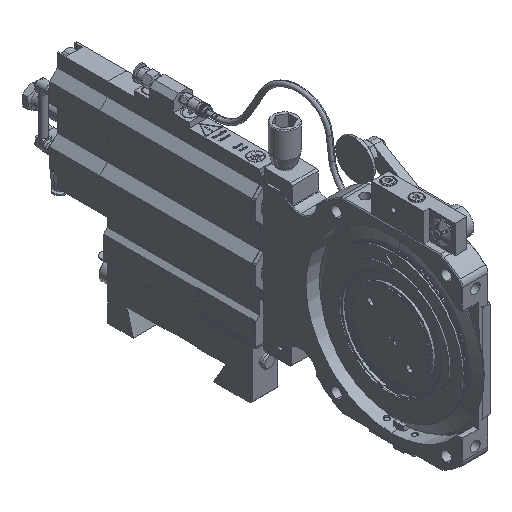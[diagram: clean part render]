
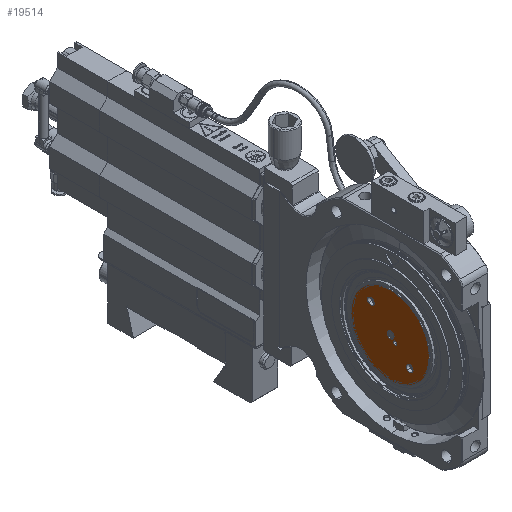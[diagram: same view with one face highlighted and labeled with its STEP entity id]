
A CAD part, isometric view. The second image highlights one B-rep face of the part: STEP entity #19514.
In plain terms, the highlighted planar face has unit normal (-1, 0, 0).
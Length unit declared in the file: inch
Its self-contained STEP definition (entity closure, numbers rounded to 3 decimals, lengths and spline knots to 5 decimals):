
#231 = DIRECTION ( 'NONE',  ( -1., 0., 0. ) ) ;
#690 = FACE_OUTER_BOUND ( 'NONE', #49132, .T. ) ;
#1026 = CARTESIAN_POINT ( 'NONE',  ( -0.3622, 0.52655, 0.48718 ) ) ;
#1329 = DIRECTION ( 'NONE',  ( -1., 0., 0. ) ) ;
#1338 = DIRECTION ( 'NONE',  ( -1., 0., 0. ) ) ;
#1543 = EDGE_LOOP ( 'NONE', ( #26515, #28354 ) ) ;
#1689 = CIRCLE ( 'NONE', #34563, 0.08268 ) ;
#1953 = CARTESIAN_POINT ( 'NONE',  ( -0.3622, 0.03937, 0. ) ) ;
#4798 = DIRECTION ( 'NONE',  ( 0., -0.707, 0.707 ) ) ;
#5066 = ORIENTED_EDGE ( 'NONE', *, *, #33212, .F. ) ;
#5098 = EDGE_CURVE ( 'NONE', #46765, #61261, #13089, .T. ) ;
#6660 = EDGE_LOOP ( 'NONE', ( #5066, #61469 ) ) ;
#6990 = DIRECTION ( 'NONE',  ( 1., 0., 0. ) ) ;
#7255 = ORIENTED_EDGE ( 'NONE', *, *, #39294, .F. ) ;
#7427 = ORIENTED_EDGE ( 'NONE', *, *, #17127, .F. ) ;
#7553 = EDGE_LOOP ( 'NONE', ( #55086, #50140 ) ) ;
#9218 = EDGE_LOOP ( 'NONE', ( #36061, #7427 ) ) ;
#9412 = AXIS2_PLACEMENT_3D ( 'NONE', #44309, #20192, #39471 ) ;
#10953 = PLANE ( 'NONE',  #60653 ) ;
#11522 = AXIS2_PLACEMENT_3D ( 'NONE', #50519, #1329, #31870 ) ;
#12139 = AXIS2_PLACEMENT_3D ( 'NONE', #39124, #231, #25333 ) ;
#13089 = CIRCLE ( 'NONE', #52182, 0.04134 ) ;
#14271 = CARTESIAN_POINT ( 'NONE',  ( -0.3622, -0.10818, -0.08908 ) ) ;
#14703 = VERTEX_POINT ( 'NONE', #33894 ) ;
#15784 = DIRECTION ( 'NONE',  ( -1., 0., 0. ) ) ;
#15913 = EDGE_CURVE ( 'NONE', #61572, #55800, #59766, .T. ) ;
#17127 = EDGE_CURVE ( 'NONE', #33105, #45867, #27747, .T. ) ;
#18287 = CARTESIAN_POINT ( 'NONE',  ( -0.3622, 0.03937, 0. ) ) ;
#18542 = CARTESIAN_POINT ( 'NONE',  ( -0.3622, 0.58501, 0.42872 ) ) ;
#19501 = CIRCLE ( 'NONE', #58549, 0.08268 ) ;
#19514 = ADVANCED_FACE ( 'NONE', ( #25466, #29974, #49572, #25163, #690 ), #10953, .F. ) ;
#20192 = DIRECTION ( 'NONE',  ( 1., 0., 0. ) ) ;
#20743 = CIRCLE ( 'NONE', #11522, 0.08268 ) ;
#21921 = DIRECTION ( 'NONE',  ( 0., -0.707, 0.707 ) ) ;
#22145 = ORIENTED_EDGE ( 'NONE', *, *, #15913, .F. ) ;
#22714 = CIRCLE ( 'NONE', #25775, 0.08268 ) ;
#25163 = FACE_BOUND ( 'NONE', #1543, .T. ) ;
#25333 = DIRECTION ( 'NONE',  ( 0., -0.707, 0.707 ) ) ;
#25466 = FACE_BOUND ( 'NONE', #7553, .T. ) ;
#25775 = AXIS2_PLACEMENT_3D ( 'NONE', #1953, #1338, #21921 ) ;
#26407 = DIRECTION ( 'NONE',  ( 0., 0.707, -0.707 ) ) ;
#26515 = ORIENTED_EDGE ( 'NONE', *, *, #58207, .F. ) ;
#27024 = VERTEX_POINT ( 'NONE', #43907 ) ;
#27747 = CIRCLE ( 'NONE', #29775, 0.08268 ) ;
#28354 = ORIENTED_EDGE ( 'NONE', *, *, #28664, .F. ) ;
#28664 = EDGE_CURVE ( 'NONE', #61400, #14703, #1689, .T. ) ;
#29775 = AXIS2_PLACEMENT_3D ( 'NONE', #46986, #43110, #47300 ) ;
#29974 = FACE_BOUND ( 'NONE', #9218, .T. ) ;
#31253 = VERTEX_POINT ( 'NONE', #62757 ) ;
#31870 = DIRECTION ( 'NONE',  ( 0., -0.707, 0.707 ) ) ;
#33105 = VERTEX_POINT ( 'NONE', #18542 ) ;
#33212 = EDGE_CURVE ( 'NONE', #61261, #46765, #39838, .T. ) ;
#33894 = CARTESIAN_POINT ( 'NONE',  ( -0.3622, -0.01909, 0.05846 ) ) ;
#34536 = DIRECTION ( 'NONE',  ( 0., -0.707, 0.707 ) ) ;
#34563 = AXIS2_PLACEMENT_3D ( 'NONE', #18287, #43366, #4798 ) ;
#36061 = ORIENTED_EDGE ( 'NONE', *, *, #56415, .F. ) ;
#36924 = CARTESIAN_POINT ( 'NONE',  ( -0.3622, 0.73534, -0.69597 ) ) ;
#38663 = CARTESIAN_POINT ( 'NONE',  ( -0.3622, -0.04971, -0.14755 ) ) ;
#39124 = CARTESIAN_POINT ( 'NONE',  ( -0.3622, -0.07895, -0.11832 ) ) ;
#39294 = EDGE_CURVE ( 'NONE', #55800, #61572, #56795, .T. ) ;
#39393 = AXIS2_PLACEMENT_3D ( 'NONE', #55900, #61393, #42355 ) ;
#39471 = DIRECTION ( 'NONE',  ( 0., 0.707, -0.707 ) ) ;
#39765 = DIRECTION ( 'NONE',  ( 0., -0.707, 0.707 ) ) ;
#39838 = CIRCLE ( 'NONE', #12139, 0.04134 ) ;
#42355 = DIRECTION ( 'NONE',  ( 0., -0.707, 0.707 ) ) ;
#42377 = AXIS2_PLACEMENT_3D ( 'NONE', #56896, #6990, #51430 ) ;
#43110 = DIRECTION ( 'NONE',  ( -1., 0., 0. ) ) ;
#43366 = DIRECTION ( 'NONE',  ( -1., 0., 0. ) ) ;
#43907 = CARTESIAN_POINT ( 'NONE',  ( -0.3622, -0.50627, -0.42872 ) ) ;
#44309 = CARTESIAN_POINT ( 'NONE',  ( -0.3622, 0.03937, 0. ) ) ;
#45027 = CARTESIAN_POINT ( 'NONE',  ( -0.3622, 0.46809, 0.54564 ) ) ;
#45659 = CARTESIAN_POINT ( 'NONE',  ( -0.3622, 0.09783, -0.05846 ) ) ;
#45867 = VERTEX_POINT ( 'NONE', #45027 ) ;
#46106 = DIRECTION ( 'NONE',  ( -1., 0., 0. ) ) ;
#46765 = VERTEX_POINT ( 'NONE', #38663 ) ;
#46986 = CARTESIAN_POINT ( 'NONE',  ( -0.3622, 0.52655, 0.48718 ) ) ;
#47300 = DIRECTION ( 'NONE',  ( 0., -0.707, 0.707 ) ) ;
#48622 = EDGE_CURVE ( 'NONE', #31253, #27024, #20743, .T. ) ;
#49132 = EDGE_LOOP ( 'NONE', ( #7255, #22145 ) ) ;
#49572 = FACE_BOUND ( 'NONE', #6660, .T. ) ;
#50140 = ORIENTED_EDGE ( 'NONE', *, *, #48622, .F. ) ;
#50519 = CARTESIAN_POINT ( 'NONE',  ( -0.3622, -0.44781, -0.48718 ) ) ;
#51430 = DIRECTION ( 'NONE',  ( 0., 0.707, -0.707 ) ) ;
#52182 = AXIS2_PLACEMENT_3D ( 'NONE', #60657, #46106, #39765 ) ;
#55086 = ORIENTED_EDGE ( 'NONE', *, *, #60614, .F. ) ;
#55659 = CARTESIAN_POINT ( 'NONE',  ( -0.3622, 0.03937, 0. ) ) ;
#55800 = VERTEX_POINT ( 'NONE', #36924 ) ;
#55900 = CARTESIAN_POINT ( 'NONE',  ( -0.3622, -0.44781, -0.48718 ) ) ;
#56415 = EDGE_CURVE ( 'NONE', #45867, #33105, #19501, .T. ) ;
#56795 = CIRCLE ( 'NONE', #42377, 0.98425 ) ;
#56896 = CARTESIAN_POINT ( 'NONE',  ( -0.3622, 0.03937, 0. ) ) ;
#58207 = EDGE_CURVE ( 'NONE', #14703, #61400, #22714, .T. ) ;
#58549 = AXIS2_PLACEMENT_3D ( 'NONE', #1026, #15784, #34536 ) ;
#59766 = CIRCLE ( 'NONE', #9412, 0.98425 ) ;
#60614 = EDGE_CURVE ( 'NONE', #27024, #31253, #62095, .T. ) ;
#60653 = AXIS2_PLACEMENT_3D ( 'NONE', #55659, #60847, #26407 ) ;
#60657 = CARTESIAN_POINT ( 'NONE',  ( -0.3622, -0.07895, -0.11832 ) ) ;
#60847 = DIRECTION ( 'NONE',  ( 1., 0., 0. ) ) ;
#61158 = CARTESIAN_POINT ( 'NONE',  ( -0.3622, -0.6566, 0.69597 ) ) ;
#61261 = VERTEX_POINT ( 'NONE', #14271 ) ;
#61393 = DIRECTION ( 'NONE',  ( -1., 0., 0. ) ) ;
#61400 = VERTEX_POINT ( 'NONE', #45659 ) ;
#61469 = ORIENTED_EDGE ( 'NONE', *, *, #5098, .F. ) ;
#61572 = VERTEX_POINT ( 'NONE', #61158 ) ;
#62095 = CIRCLE ( 'NONE', #39393, 0.08268 ) ;
#62757 = CARTESIAN_POINT ( 'NONE',  ( -0.3622, -0.38935, -0.54564 ) ) ;
